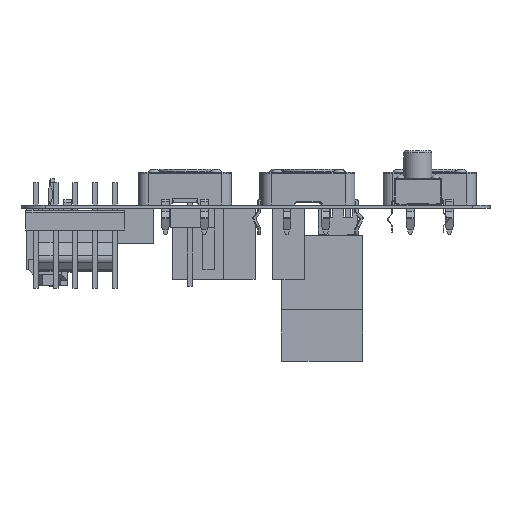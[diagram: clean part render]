
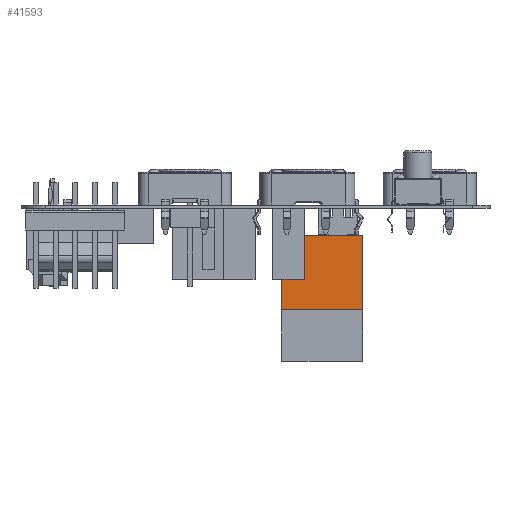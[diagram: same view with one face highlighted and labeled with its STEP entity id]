
A CAD part, left-side view. The second image highlights one B-rep face of the part: STEP entity #41593.
In plain terms, the highlighted planar face has unit normal (-1, 0, 0).
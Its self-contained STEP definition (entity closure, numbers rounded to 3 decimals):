
#41568 = VERTEX_POINT('',#41569);
#41569 = CARTESIAN_POINT('',(-2.35,5.25,9.55));
#41575 = EDGE_CURVE('',#41576,#41568,#41578,.T.);
#41576 = VERTEX_POINT('',#41577);
#41577 = CARTESIAN_POINT('',(-2.35,5.25,0.));
#41578 = LINE('',#41579,#41580);
#41579 = CARTESIAN_POINT('',(-2.35,5.25,0.));
#41580 = VECTOR('',#41581,1.);
#41581 = DIRECTION('',(0.,0.,1.));
#41593 = ADVANCED_FACE('',(#41594),#41619,.F.);
#41594 = FACE_BOUND('',#41595,.F.);
#41595 = EDGE_LOOP('',(#41596,#41597,#41605,#41613));
#41596 = ORIENTED_EDGE('',*,*,#41575,.T.);
#41597 = ORIENTED_EDGE('',*,*,#41598,.T.);
#41598 = EDGE_CURVE('',#41568,#41599,#41601,.T.);
#41599 = VERTEX_POINT('',#41600);
#41600 = CARTESIAN_POINT('',(-2.35,-5.25,9.55));
#41601 = LINE('',#41602,#41603);
#41602 = CARTESIAN_POINT('',(-2.35,5.25,9.55));
#41603 = VECTOR('',#41604,1.);
#41604 = DIRECTION('',(0.,-1.,0.));
#41605 = ORIENTED_EDGE('',*,*,#41606,.F.);
#41606 = EDGE_CURVE('',#41607,#41599,#41609,.T.);
#41607 = VERTEX_POINT('',#41608);
#41608 = CARTESIAN_POINT('',(-2.35,-5.25,0.));
#41609 = LINE('',#41610,#41611);
#41610 = CARTESIAN_POINT('',(-2.35,-5.25,0.));
#41611 = VECTOR('',#41612,1.);
#41612 = DIRECTION('',(0.,0.,1.));
#41613 = ORIENTED_EDGE('',*,*,#41614,.F.);
#41614 = EDGE_CURVE('',#41576,#41607,#41615,.T.);
#41615 = LINE('',#41616,#41617);
#41616 = CARTESIAN_POINT('',(-2.35,5.25,0.));
#41617 = VECTOR('',#41618,1.);
#41618 = DIRECTION('',(0.,-1.,0.));
#41619 = PLANE('',#41620);
#41620 = AXIS2_PLACEMENT_3D('',#41621,#41622,#41623);
#41621 = CARTESIAN_POINT('',(-2.35,5.25,0.));
#41622 = DIRECTION('',(1.,0.,0.));
#41623 = DIRECTION('',(0.,-1.,0.));
